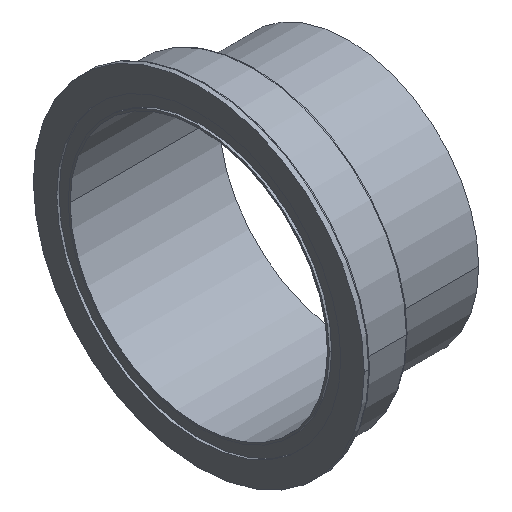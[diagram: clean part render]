
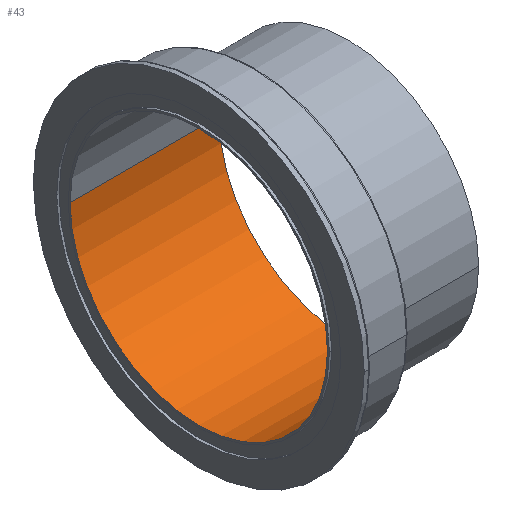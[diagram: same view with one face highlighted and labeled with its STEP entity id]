
A CAD part, isometric view. The second image highlights one B-rep face of the part: STEP entity #43.
In plain terms, the highlighted cylindrical face has radius 56.15 mm (diameter 112.3 mm), a partial arc.
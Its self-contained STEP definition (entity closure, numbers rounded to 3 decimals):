
#4 = DIRECTION ( 'NONE',  ( -1., 0., 0. ) ) ;
#7 = DIRECTION ( 'NONE',  ( 0., -1., 0. ) ) ;
#43 = ADVANCED_FACE ( 'NONE', ( #255 ), #433, .F. ) ;
#130 = CARTESIAN_POINT ( 'NONE',  ( -172.678, -34.835, 0. ) ) ;
#164 = EDGE_CURVE ( 'NONE', #573, #428, #703, .T. ) ;
#165 = CARTESIAN_POINT ( 'NONE',  ( 54.62, 21.315, 0. ) ) ;
#169 = LINE ( 'NONE', #351, #409 ) ;
#194 = ORIENTED_EDGE ( 'NONE', *, *, #585, .T. ) ;
#237 = CARTESIAN_POINT ( 'NONE',  ( -10.38, -34.835, 0. ) ) ;
#242 = CIRCLE ( 'NONE', #796, 56.15 ) ;
#253 = AXIS2_PLACEMENT_3D ( 'NONE', #688, #490, #7 ) ;
#255 = FACE_OUTER_BOUND ( 'NONE', #771, .T. ) ;
#257 = LINE ( 'NONE', #674, #629 ) ;
#351 = CARTESIAN_POINT ( 'NONE',  ( -172.678, -90.985, 0. ) ) ;
#362 = CARTESIAN_POINT ( 'NONE',  ( 54.62, -90.985, 0. ) ) ;
#387 = DIRECTION ( 'NONE',  ( -1., 0., 0. ) ) ;
#408 = ORIENTED_EDGE ( 'NONE', *, *, #749, .T. ) ;
#409 = VECTOR ( 'NONE', #416, 1000. ) ;
#416 = DIRECTION ( 'NONE',  ( -1., 0., 0. ) ) ;
#428 = VERTEX_POINT ( 'NONE', #362 ) ;
#433 = CYLINDRICAL_SURFACE ( 'NONE', #706, 56.15 ) ;
#485 = CARTESIAN_POINT ( 'NONE',  ( -10.38, 21.315, 0. ) ) ;
#490 = DIRECTION ( 'NONE',  ( -1., 0., 0. ) ) ;
#497 = VERTEX_POINT ( 'NONE', #526 ) ;
#518 = EDGE_CURVE ( 'NONE', #428, #497, #169, .T. ) ;
#526 = CARTESIAN_POINT ( 'NONE',  ( -10.38, -90.985, 0. ) ) ;
#560 = ORIENTED_EDGE ( 'NONE', *, *, #518, .F. ) ;
#573 = VERTEX_POINT ( 'NONE', #165 ) ;
#584 = VERTEX_POINT ( 'NONE', #485 ) ;
#585 = EDGE_CURVE ( 'NONE', #584, #497, #242, .T. ) ;
#629 = VECTOR ( 'NONE', #387, 1000. ) ;
#674 = CARTESIAN_POINT ( 'NONE',  ( -172.678, 21.315, 0. ) ) ;
#677 = DIRECTION ( 'NONE',  ( 0., -1., 0. ) ) ;
#686 = ORIENTED_EDGE ( 'NONE', *, *, #164, .F. ) ;
#688 = CARTESIAN_POINT ( 'NONE',  ( 54.62, -34.835, 0. ) ) ;
#703 = CIRCLE ( 'NONE', #253, 56.15 ) ;
#706 = AXIS2_PLACEMENT_3D ( 'NONE', #130, #4, #677 ) ;
#715 = DIRECTION ( 'NONE',  ( 0., -1., 0. ) ) ;
#725 = DIRECTION ( 'NONE',  ( -1., 0., 0. ) ) ;
#749 = EDGE_CURVE ( 'NONE', #573, #584, #257, .T. ) ;
#771 = EDGE_LOOP ( 'NONE', ( #686, #408, #194, #560 ) ) ;
#796 = AXIS2_PLACEMENT_3D ( 'NONE', #237, #725, #715 ) ;
